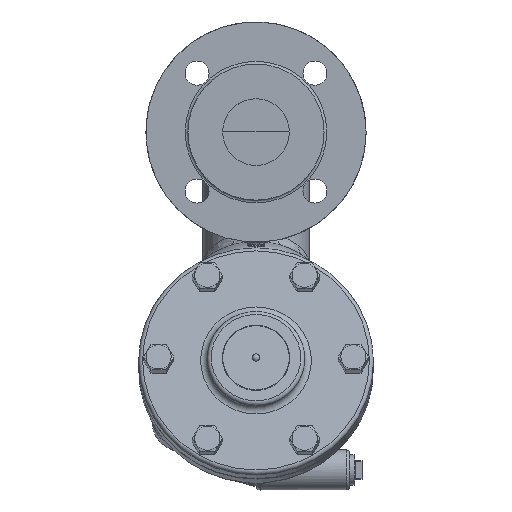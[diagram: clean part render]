
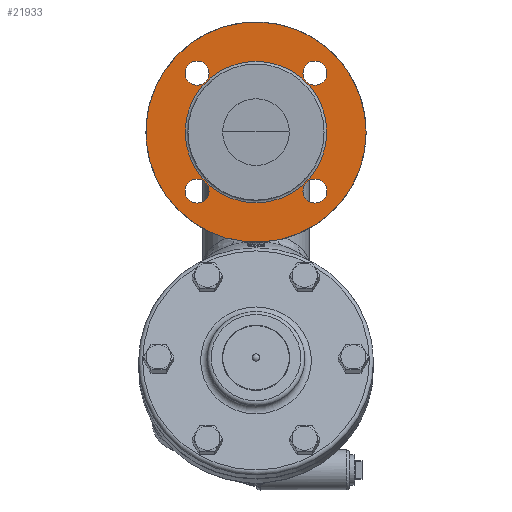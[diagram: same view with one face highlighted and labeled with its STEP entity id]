
A CAD part, front view. The second image highlights one B-rep face of the part: STEP entity #21933.
In plain terms, the highlighted planar face has unit normal (0, -1, 0).
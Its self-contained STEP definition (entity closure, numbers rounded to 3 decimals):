
#3746=CARTESIAN_POINT('',(82.5,-224.,0.));
#3747=VERTEX_POINT('',#3746);
#3748=CARTESIAN_POINT('',(0.0,-224.,0.0));
#3749=DIRECTION('',(0.0,-1.0,0.0));
#3750=DIRECTION('',(-1.0,0.0,0.0));
#3751=AXIS2_PLACEMENT_3D('',#3748,#3749,#3750);
#3752=CIRCLE('',#3751,82.5);
#3753=EDGE_CURVE('',#3747,#3747,#3752,.T.);
#21870=CARTESIAN_POINT('',(0.0,-224.,0.0));
#21871=DIRECTION('',(0.0,-1.0,0.0));
#21872=DIRECTION('',(0.0,0.0,-1.0));
#21873=AXIS2_PLACEMENT_3D('',#21870,#21871,#21872);
#21874=PLANE('',#21873);
#21875=ORIENTED_EDGE('',*,*,#3753,.T.);
#21876=EDGE_LOOP('',(#21875));
#21877=FACE_OUTER_BOUND('',#21876,.T.);
#21878=CARTESIAN_POINT('',(53.194,-224.,44.194));
#21879=VERTEX_POINT('',#21878);
#21880=CARTESIAN_POINT('',(44.194,-224.,44.194));
#21881=DIRECTION('',(0.0,1.0,0.0));
#21882=DIRECTION('',(-1.0,0.0,0.0));
#21883=AXIS2_PLACEMENT_3D('',#21880,#21881,#21882);
#21884=CIRCLE('',#21883,9.0);
#21885=EDGE_CURVE('',#21879,#21879,#21884,.T.);
#21886=ORIENTED_EDGE('',*,*,#21885,.T.);
#21887=EDGE_LOOP('',(#21886));
#21888=FACE_BOUND('',#21887,.T.);
#21889=CARTESIAN_POINT('',(53.194,-224.,-44.194));
#21890=VERTEX_POINT('',#21889);
#21891=CARTESIAN_POINT('',(44.194,-224.,-44.194));
#21892=DIRECTION('',(0.0,1.0,0.0));
#21893=DIRECTION('',(-1.0,0.0,0.0));
#21894=AXIS2_PLACEMENT_3D('',#21891,#21892,#21893);
#21895=CIRCLE('',#21894,9.0);
#21896=EDGE_CURVE('',#21890,#21890,#21895,.T.);
#21897=ORIENTED_EDGE('',*,*,#21896,.T.);
#21898=EDGE_LOOP('',(#21897));
#21899=FACE_BOUND('',#21898,.T.);
#21900=CARTESIAN_POINT('',(-35.194,-224.,44.194));
#21901=VERTEX_POINT('',#21900);
#21902=CARTESIAN_POINT('',(-44.194,-224.,44.194));
#21903=DIRECTION('',(0.0,1.0,0.0));
#21904=DIRECTION('',(-1.0,0.0,0.0));
#21905=AXIS2_PLACEMENT_3D('',#21902,#21903,#21904);
#21906=CIRCLE('',#21905,9.0);
#21907=EDGE_CURVE('',#21901,#21901,#21906,.T.);
#21908=ORIENTED_EDGE('',*,*,#21907,.T.);
#21909=EDGE_LOOP('',(#21908));
#21910=FACE_BOUND('',#21909,.T.);
#21911=CARTESIAN_POINT('',(-35.194,-224.,-44.194));
#21912=VERTEX_POINT('',#21911);
#21913=CARTESIAN_POINT('',(-44.194,-224.,-44.194));
#21914=DIRECTION('',(0.0,1.0,0.0));
#21915=DIRECTION('',(-1.0,0.0,0.0));
#21916=AXIS2_PLACEMENT_3D('',#21913,#21914,#21915);
#21917=CIRCLE('',#21916,9.);
#21918=EDGE_CURVE('',#21912,#21912,#21917,.T.);
#21919=ORIENTED_EDGE('',*,*,#21918,.T.);
#21920=EDGE_LOOP('',(#21919));
#21921=FACE_BOUND('',#21920,.T.);
#21922=CARTESIAN_POINT('',(-53.,-224.,0.));
#21923=VERTEX_POINT('',#21922);
#21924=CARTESIAN_POINT('',(0.0,-224.,0.0));
#21925=DIRECTION('',(0.0,-1.0,0.0));
#21926=DIRECTION('',(1.0,0.0,0.0));
#21927=AXIS2_PLACEMENT_3D('',#21924,#21925,#21926);
#21928=CIRCLE('',#21927,53.);
#21929=EDGE_CURVE('',#21923,#21923,#21928,.T.);
#21930=ORIENTED_EDGE('',*,*,#21929,.F.);
#21931=EDGE_LOOP('',(#21930));
#21932=FACE_BOUND('',#21931,.T.);
#21933=ADVANCED_FACE('',(#21877,#21888,#21899,#21910,#21921,#21932),#21874,.T.);
